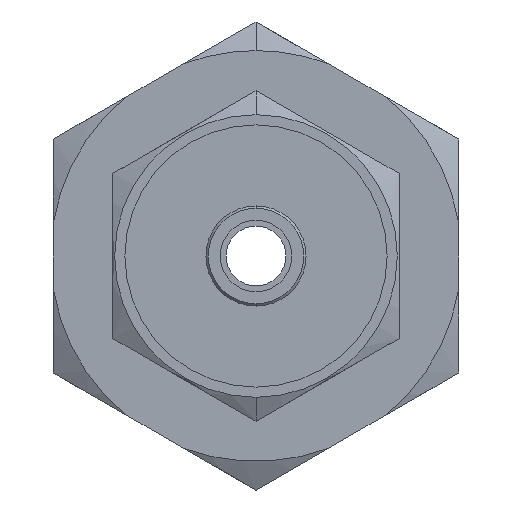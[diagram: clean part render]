
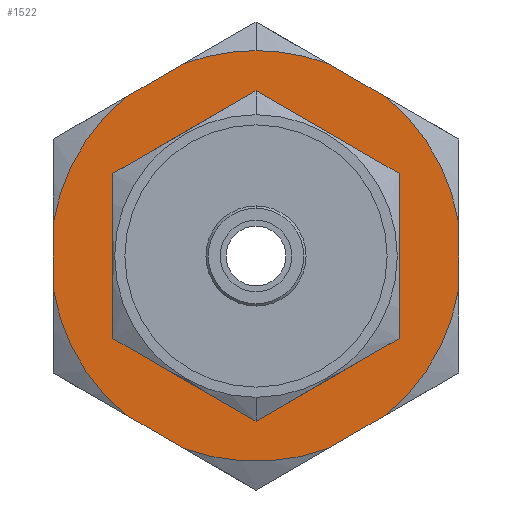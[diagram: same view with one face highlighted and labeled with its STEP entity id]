
A CAD part, front view. The second image highlights one B-rep face of the part: STEP entity #1522.
In plain terms, the highlighted planar face has unit normal (0, -1, 0).
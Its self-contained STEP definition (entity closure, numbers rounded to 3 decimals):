
#6 = CARTESIAN_POINT ( 'NONE',  ( 0., 0., 9.815 ) ) ;
#13 = CARTESIAN_POINT ( 'NONE',  ( 8.5, 0., -4.907 ) ) ;
#103 = CARTESIAN_POINT ( 'NONE',  ( 0., 0., -4. ) ) ;
#125 = EDGE_CURVE ( 'NONE', #4327, #477, #251, .T. ) ;
#156 = VERTEX_POINT ( 'NONE', #3699 ) ;
#158 = CARTESIAN_POINT ( 'NONE',  ( 0., 0., 0. ) ) ;
#179 = CARTESIAN_POINT ( 'NONE',  ( -8.5, 0., -4.907 ) ) ;
#184 = FACE_BOUND ( 'NONE', #3110, .T. ) ;
#251 = CIRCLE ( 'NONE', #2677, 8.615 ) ;
#254 = CARTESIAN_POINT ( 'NONE',  ( 8.5, 0., 1.403 ) ) ;
#292 = VERTEX_POINT ( 'NONE', #2304 ) ;
#326 = CARTESIAN_POINT ( 'NONE',  ( 0., 0., 0. ) ) ;
#391 = LINE ( 'NONE', #2782, #2087 ) ;
#445 = CARTESIAN_POINT ( 'NONE',  ( 0., 0., 0. ) ) ;
#449 = DIRECTION ( 'NONE',  ( 0., 0., 1. ) ) ;
#462 = EDGE_CURVE ( 'NONE', #965, #477, #2992, .T. ) ;
#477 = VERTEX_POINT ( 'NONE', #2832 ) ;
#479 = VERTEX_POINT ( 'NONE', #664 ) ;
#491 = ORIENTED_EDGE ( 'NONE', *, *, #3973, .F. ) ;
#513 = CIRCLE ( 'NONE', #4205, 8.615 ) ;
#520 = ORIENTED_EDGE ( 'NONE', *, *, #580, .T. ) ;
#577 = ORIENTED_EDGE ( 'NONE', *, *, #462, .F. ) ;
#580 = EDGE_CURVE ( 'NONE', #156, #292, #2478, .T. ) ;
#656 = VERTEX_POINT ( 'NONE', #1792 ) ;
#659 = CIRCLE ( 'NONE', #3184, 8.615 ) ;
#664 = CARTESIAN_POINT ( 'NONE',  ( 0., 0., 8.615 ) ) ;
#679 = DIRECTION ( 'NONE',  ( -0.866, 0., -0.5 ) ) ;
#684 = DIRECTION ( 'NONE',  ( 0., 0., 1. ) ) ;
#711 = VECTOR ( 'NONE', #2800, 1000. ) ;
#722 = DIRECTION ( 'NONE',  ( 0., 0., 1. ) ) ;
#745 = ORIENTED_EDGE ( 'NONE', *, *, #3024, .T. ) ;
#853 = ORIENTED_EDGE ( 'NONE', *, *, #2039, .F. ) ;
#862 = VERTEX_POINT ( 'NONE', #254 ) ;
#863 = DIRECTION ( 'NONE',  ( 0., 0., -1. ) ) ;
#880 = DIRECTION ( 'NONE',  ( 0., 0., 1. ) ) ;
#897 = DIRECTION ( 'NONE',  ( 0., 0., 1. ) ) ;
#927 = EDGE_LOOP ( 'NONE', ( #491, #520, #1514, #1113, #853, #3438, #577, #3619, #1213, #2635, #3466, #4088, #745 ) ) ;
#959 = CARTESIAN_POINT ( 'NONE',  ( 0., 0., 0. ) ) ;
#965 = VERTEX_POINT ( 'NONE', #3093 ) ;
#1017 = CIRCLE ( 'NONE', #1173, 4. ) ;
#1084 = CARTESIAN_POINT ( 'NONE',  ( 0., 0., 4. ) ) ;
#1113 = ORIENTED_EDGE ( 'NONE', *, *, #4409, .T. ) ;
#1148 = VERTEX_POINT ( 'NONE', #1084 ) ;
#1151 = CARTESIAN_POINT ( 'NONE',  ( -3.035, 0., -8.063 ) ) ;
#1173 = AXIS2_PLACEMENT_3D ( 'NONE', #4264, #2165, #684 ) ;
#1213 = ORIENTED_EDGE ( 'NONE', *, *, #2839, .F. ) ;
#1219 = VERTEX_POINT ( 'NONE', #3005 ) ;
#1250 = CARTESIAN_POINT ( 'NONE',  ( 3.035, 0., 8.063 ) ) ;
#1325 = DIRECTION ( 'NONE',  ( 0., -1., 0. ) ) ;
#1359 = VERTEX_POINT ( 'NONE', #1250 ) ;
#1395 = DIRECTION ( 'NONE',  ( 0., 0., 1. ) ) ;
#1450 = PLANE ( 'NONE',  #3653 ) ;
#1451 = CARTESIAN_POINT ( 'NONE',  ( 0., 0., 0. ) ) ;
#1485 = DIRECTION ( 'NONE',  ( 0., -1., 0. ) ) ;
#1514 = ORIENTED_EDGE ( 'NONE', *, *, #2881, .F. ) ;
#1522 = ADVANCED_FACE ( 'NONE', ( #3692, #184 ), #1450, .F. ) ;
#1667 = ORIENTED_EDGE ( 'NONE', *, *, #3931, .F. ) ;
#1682 = VERTEX_POINT ( 'NONE', #3968 ) ;
#1792 = CARTESIAN_POINT ( 'NONE',  ( -8.5, 0., -1.403 ) ) ;
#1904 = EDGE_CURVE ( 'NONE', #1359, #479, #659, .T. ) ;
#1927 = VECTOR ( 'NONE', #880, 1000. ) ;
#1956 = DIRECTION ( 'NONE',  ( 0., -1., 0. ) ) ;
#2020 = DIRECTION ( 'NONE',  ( 0., 0., 1. ) ) ;
#2030 = ORIENTED_EDGE ( 'NONE', *, *, #3229, .F. ) ;
#2039 = EDGE_CURVE ( 'NONE', #4327, #1682, #391, .T. ) ;
#2087 = VECTOR ( 'NONE', #3121, 1000. ) ;
#2096 = CIRCLE ( 'NONE', #4017, 8.615 ) ;
#2164 = CIRCLE ( 'NONE', #4069, 4. ) ;
#2165 = DIRECTION ( 'NONE',  ( 0., -1., 0. ) ) ;
#2202 = DIRECTION ( 'NONE',  ( 0., 0., 1. ) ) ;
#2304 = CARTESIAN_POINT ( 'NONE',  ( -8.5, 0., 1.403 ) ) ;
#2327 = CIRCLE ( 'NONE', #3133, 8.615 ) ;
#2407 = CARTESIAN_POINT ( 'NONE',  ( 8.5, 0., -1.403 ) ) ;
#2478 = CIRCLE ( 'NONE', #3679, 8.615 ) ;
#2489 = EDGE_CURVE ( 'NONE', #1359, #1219, #2584, .T. ) ;
#2505 = DIRECTION ( 'NONE',  ( 0., 0., 1. ) ) ;
#2512 = EDGE_CURVE ( 'NONE', #965, #3108, #4337, .T. ) ;
#2575 = CARTESIAN_POINT ( 'NONE',  ( 0., 0., 0. ) ) ;
#2584 = LINE ( 'NONE', #6, #711 ) ;
#2633 = DIRECTION ( 'NONE',  ( 0.866, 0., 0.5 ) ) ;
#2635 = ORIENTED_EDGE ( 'NONE', *, *, #3778, .T. ) ;
#2639 = CARTESIAN_POINT ( 'NONE',  ( 8.5, 0., 4.907 ) ) ;
#2674 = DIRECTION ( 'NONE',  ( 0., 0., 1. ) ) ;
#2677 = AXIS2_PLACEMENT_3D ( 'NONE', #2575, #3259, #2202 ) ;
#2690 = VERTEX_POINT ( 'NONE', #103 ) ;
#2782 = CARTESIAN_POINT ( 'NONE',  ( 0., 0., -9.815 ) ) ;
#2800 = DIRECTION ( 'NONE',  ( 0.866, 0., -0.5 ) ) ;
#2812 = LINE ( 'NONE', #4030, #4349 ) ;
#2813 = DIRECTION ( 'NONE',  ( 0., 1., 0. ) ) ;
#2832 = CARTESIAN_POINT ( 'NONE',  ( 3.035, 0., -8.063 ) ) ;
#2839 = EDGE_CURVE ( 'NONE', #862, #3108, #4121, .T. ) ;
#2848 = DIRECTION ( 'NONE',  ( 0., -1., 0. ) ) ;
#2881 = EDGE_CURVE ( 'NONE', #656, #292, #2976, .T. ) ;
#2883 = CARTESIAN_POINT ( 'NONE',  ( 0., 0., 0. ) ) ;
#2976 = LINE ( 'NONE', #179, #1927 ) ;
#2992 = LINE ( 'NONE', #13, #3594 ) ;
#3005 = CARTESIAN_POINT ( 'NONE',  ( 5.465, 0., 6.66 ) ) ;
#3024 = EDGE_CURVE ( 'NONE', #479, #4074, #2327, .T. ) ;
#3031 = CARTESIAN_POINT ( 'NONE',  ( -3.035, 0., 8.063 ) ) ;
#3093 = CARTESIAN_POINT ( 'NONE',  ( 5.465, 0., -6.66 ) ) ;
#3108 = VERTEX_POINT ( 'NONE', #2407 ) ;
#3110 = EDGE_LOOP ( 'NONE', ( #1667, #2030 ) ) ;
#3121 = DIRECTION ( 'NONE',  ( -0.866, 0., 0.5 ) ) ;
#3133 = AXIS2_PLACEMENT_3D ( 'NONE', #326, #1325, #2020 ) ;
#3140 = CARTESIAN_POINT ( 'NONE',  ( 0., 0., 0. ) ) ;
#3184 = AXIS2_PLACEMENT_3D ( 'NONE', #959, #3750, #2674 ) ;
#3229 = EDGE_CURVE ( 'NONE', #2690, #1148, #1017, .T. ) ;
#3259 = DIRECTION ( 'NONE',  ( 0., -1., 0. ) ) ;
#3272 = DIRECTION ( 'NONE',  ( 0., -1., 0. ) ) ;
#3438 = ORIENTED_EDGE ( 'NONE', *, *, #125, .T. ) ;
#3466 = ORIENTED_EDGE ( 'NONE', *, *, #2489, .F. ) ;
#3533 = CARTESIAN_POINT ( 'NONE',  ( 0., 0., 0. ) ) ;
#3578 = VECTOR ( 'NONE', #863, 1000. ) ;
#3594 = VECTOR ( 'NONE', #679, 1000. ) ;
#3603 = DIRECTION ( 'NONE',  ( 0., 0., 1. ) ) ;
#3619 = ORIENTED_EDGE ( 'NONE', *, *, #2512, .T. ) ;
#3653 = AXIS2_PLACEMENT_3D ( 'NONE', #3140, #2813, #1395 ) ;
#3679 = AXIS2_PLACEMENT_3D ( 'NONE', #1451, #2848, #2505 ) ;
#3692 = FACE_OUTER_BOUND ( 'NONE', #927, .T. ) ;
#3699 = CARTESIAN_POINT ( 'NONE',  ( -5.465, 0., 6.66 ) ) ;
#3750 = DIRECTION ( 'NONE',  ( 0., -1., 0. ) ) ;
#3778 = EDGE_CURVE ( 'NONE', #862, #1219, #513, .T. ) ;
#3885 = DIRECTION ( 'NONE',  ( 0., -1., 0. ) ) ;
#3931 = EDGE_CURVE ( 'NONE', #1148, #2690, #2164, .T. ) ;
#3968 = CARTESIAN_POINT ( 'NONE',  ( -5.465, 0., -6.66 ) ) ;
#3973 = EDGE_CURVE ( 'NONE', #156, #4074, #2812, .T. ) ;
#4017 = AXIS2_PLACEMENT_3D ( 'NONE', #2883, #3272, #449 ) ;
#4030 = CARTESIAN_POINT ( 'NONE',  ( -8.5, 0., 4.907 ) ) ;
#4069 = AXIS2_PLACEMENT_3D ( 'NONE', #158, #1956, #897 ) ;
#4074 = VERTEX_POINT ( 'NONE', #3031 ) ;
#4088 = ORIENTED_EDGE ( 'NONE', *, *, #1904, .T. ) ;
#4121 = LINE ( 'NONE', #2639, #3578 ) ;
#4205 = AXIS2_PLACEMENT_3D ( 'NONE', #445, #1485, #3603 ) ;
#4264 = CARTESIAN_POINT ( 'NONE',  ( 0., 0., 0. ) ) ;
#4327 = VERTEX_POINT ( 'NONE', #1151 ) ;
#4328 = AXIS2_PLACEMENT_3D ( 'NONE', #3533, #3885, #722 ) ;
#4337 = CIRCLE ( 'NONE', #4328, 8.615 ) ;
#4349 = VECTOR ( 'NONE', #2633, 1000. ) ;
#4409 = EDGE_CURVE ( 'NONE', #656, #1682, #2096, .T. ) ;
